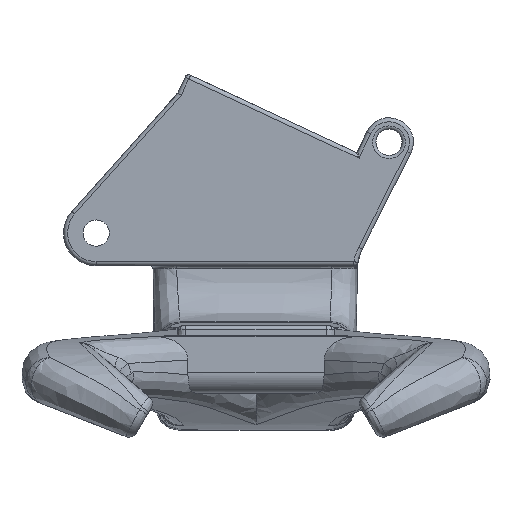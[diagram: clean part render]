
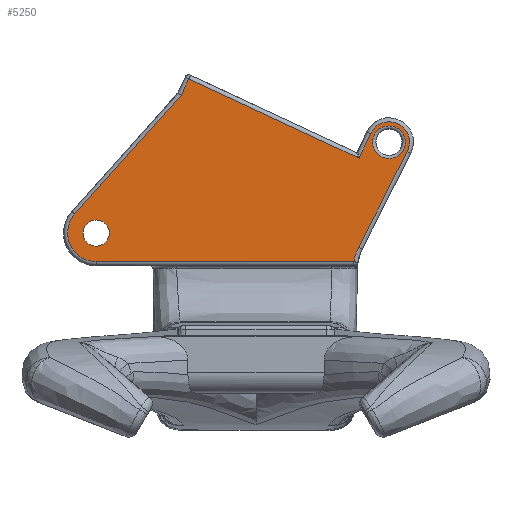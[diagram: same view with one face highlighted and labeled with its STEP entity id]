
A CAD part, front view. The second image highlights one B-rep face of the part: STEP entity #5250.
In plain terms, the highlighted planar face has unit normal (0, -1, 0).
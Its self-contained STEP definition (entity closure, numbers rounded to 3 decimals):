
#234=FACE_BOUND('',#911,.T.);
#235=FACE_BOUND('',#912,.T.);
#271=CIRCLE('',#5591,1.6);
#278=CIRCLE('',#5606,2.);
#280=CIRCLE('',#5609,3.5);
#281=CIRCLE('',#5610,6.5);
#282=CIRCLE('',#5611,2.5);
#436=PLANE('',#5608);
#567=FACE_OUTER_BOUND('',#910,.T.);
#910=EDGE_LOOP('',(#3930,#3931,#3932,#3933,#3934,#3935,#3936,#3937,#3938));
#911=EDGE_LOOP('',(#3939));
#912=EDGE_LOOP('',(#3940));
#1280=LINE('',#8226,#1534);
#1283=LINE('',#8235,#1537);
#1300=LINE('',#8326,#1554);
#1301=LINE('',#8328,#1555);
#1302=LINE('',#8332,#1556);
#1303=LINE('',#8336,#1557);
#1534=VECTOR('',#6053,10.);
#1537=VECTOR('',#6062,10.);
#1554=VECTOR('',#6151,10.);
#1555=VECTOR('',#6152,10.);
#1556=VECTOR('',#6155,10.);
#1557=VECTOR('',#6158,10.);
#2288=VERTEX_POINT('',#8221);
#2289=VERTEX_POINT('',#8225);
#2292=VERTEX_POINT('',#8233);
#2308=VERTEX_POINT('',#8277);
#2314=VERTEX_POINT('',#8321);
#2315=VERTEX_POINT('',#8325);
#2316=VERTEX_POINT('',#8327);
#2317=VERTEX_POINT('',#8329);
#2318=VERTEX_POINT('',#8331);
#2319=VERTEX_POINT('',#8333);
#2320=VERTEX_POINT('',#8335);
#2866=EDGE_CURVE('',#2288,#2289,#1280,.T.);
#2871=EDGE_CURVE('',#2292,#2288,#1283,.T.);
#2893=EDGE_CURVE('',#2308,#2308,#271,.T.);
#2907=EDGE_CURVE('',#2314,#2314,#278,.T.);
#2909=EDGE_CURVE('',#2315,#2292,#1300,.T.);
#2910=EDGE_CURVE('',#2316,#2315,#1301,.T.);
#2911=EDGE_CURVE('',#2317,#2316,#280,.T.);
#2912=EDGE_CURVE('',#2318,#2317,#1302,.T.);
#2913=EDGE_CURVE('',#2319,#2318,#281,.T.);
#2914=EDGE_CURVE('',#2320,#2319,#1303,.T.);
#2915=EDGE_CURVE('',#2289,#2320,#282,.T.);
#3930=ORIENTED_EDGE('',*,*,#2909,.F.);
#3931=ORIENTED_EDGE('',*,*,#2910,.F.);
#3932=ORIENTED_EDGE('',*,*,#2911,.F.);
#3933=ORIENTED_EDGE('',*,*,#2912,.F.);
#3934=ORIENTED_EDGE('',*,*,#2913,.F.);
#3935=ORIENTED_EDGE('',*,*,#2914,.F.);
#3936=ORIENTED_EDGE('',*,*,#2915,.F.);
#3937=ORIENTED_EDGE('',*,*,#2866,.F.);
#3938=ORIENTED_EDGE('',*,*,#2871,.F.);
#3939=ORIENTED_EDGE('',*,*,#2893,.F.);
#3940=ORIENTED_EDGE('',*,*,#2907,.F.);
#5250=ADVANCED_FACE('',(#567,#234,#235),#436,.F.);
#5591=AXIS2_PLACEMENT_3D('',#8279,#6108,#6109);
#5606=AXIS2_PLACEMENT_3D('',#8322,#6145,#6146);
#5608=AXIS2_PLACEMENT_3D('',#8324,#6149,#6150);
#5609=AXIS2_PLACEMENT_3D('',#8330,#6153,#6154);
#5610=AXIS2_PLACEMENT_3D('',#8334,#6156,#6157);
#5611=AXIS2_PLACEMENT_3D('',#8337,#6159,#6160);
#6053=DIRECTION('',(0.423,0.,0.906));
#6062=DIRECTION('',(0.906,0.,-0.423));
#6108=DIRECTION('center_axis',(0.,-1.,0.));
#6109=DIRECTION('ref_axis',(-1.,0.,0.));
#6145=DIRECTION('center_axis',(0.,-1.,0.));
#6146=DIRECTION('ref_axis',(1.,0.,0.));
#6149=DIRECTION('center_axis',(0.,1.,0.));
#6150=DIRECTION('ref_axis',(-1.,0.,0.));
#6151=DIRECTION('',(0.423,0.,0.906));
#6152=DIRECTION('',(0.667,0.,0.745));
#6153=DIRECTION('center_axis',(0.,1.,0.));
#6154=DIRECTION('ref_axis',(-0.913,0.,-0.407));
#6155=DIRECTION('',(-1.,0.,0.));
#6156=DIRECTION('center_axis',(0.,-1.,0.));
#6157=DIRECTION('ref_axis',(-0.958,0.,0.288));
#6158=DIRECTION('',(-0.452,0.,-0.892));
#6159=DIRECTION('center_axis',(0.,1.,0.));
#6160=DIRECTION('ref_axis',(0.437,0.,0.899));
#8221=CARTESIAN_POINT('',(-2.287,20.256,29.151));
#8225=CARTESIAN_POINT('',(-0.883,20.256,32.162));
#8226=CARTESIAN_POINT('',(-5.844,20.256,21.521));
#8233=CARTESIAN_POINT('',(-23.132,20.256,38.871));
#8235=CARTESIAN_POINT('',(-19.22,20.256,37.047));
#8277=CARTESIAN_POINT('',(-32.874,20.256,19.989));
#8279=CARTESIAN_POINT('Origin',(-34.474,20.256,19.989));
#8321=CARTESIAN_POINT('',(1.383,20.256,29.105));
#8322=CARTESIAN_POINT('Origin',(1.383,20.256,31.105));
#8324=CARTESIAN_POINT('Origin',(-31.484,20.256,26.561));
#8325=CARTESIAN_POINT('',(-24.072,20.256,36.855));
#8326=CARTESIAN_POINT('',(-26.689,20.256,31.242));
#8327=CARTESIAN_POINT('',(-37.082,20.256,22.323));
#8328=CARTESIAN_POINT('',(-34.784,20.256,24.89));
#8329=CARTESIAN_POINT('',(-34.48,20.256,16.489));
#8330=CARTESIAN_POINT('Origin',(-34.474,20.256,19.989));
#8331=CARTESIAN_POINT('',(-2.926,20.256,16.489));
#8332=CARTESIAN_POINT('',(-29.503,20.256,16.489));
#8333=CARTESIAN_POINT('',(-2.333,20.256,18.243));
#8334=CARTESIAN_POINT('Origin',(3.465,20.256,15.304));
#8335=CARTESIAN_POINT('',(3.613,20.256,29.975));
#8336=CARTESIAN_POINT('',(-0.661,20.256,21.541));
#8337=CARTESIAN_POINT('Origin',(1.383,20.256,31.105));
